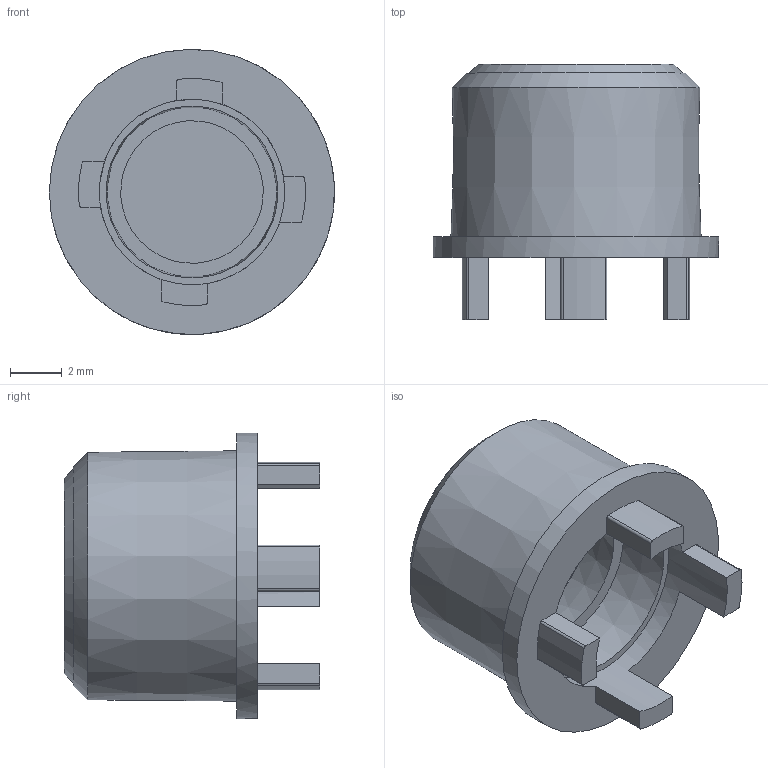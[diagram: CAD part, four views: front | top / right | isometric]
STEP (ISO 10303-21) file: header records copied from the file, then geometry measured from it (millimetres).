
FILE_DESCRIPTION((''),'2;1');
FILE_NAME('1FSxx.stp','2011-04-11T08:25:20',('FD'),(''),'Autodesk Inventor 2011','Autodesk Inventor 2011','');
FILE_SCHEMA(('AUTOMOTIVE_DESIGN { 1 0 10303 214 1 1 1 1 }'));
Length unit declared in the file: millimetre
Products named in the file (1): Part29
Bounding box: 11 x 9.85 x 11 mm (x, y, z)
Volume: 322.1 mm3; surface area: 775 mm2
Topology: 1 solids, 1 shells, 65 faces, 176 edges, 113 vertices
Faces by surface type: plane 34, cylinder 12, cone 10, bspline 8, torus 1
Full cylindrical faces by diameter (mm): 7.16 x1, 8.35 x1, 8.43 x1, 11 x1
Entity records: 2266 total; most frequent: CARTESIAN_POINT 692, ORIENTED_EDGE 318, DIRECTION 314, EDGE_CURVE 159, AXIS2_PLACEMENT_3D 121, VERTEX_POINT 107, EDGE_LOOP 84, VECTOR 72
